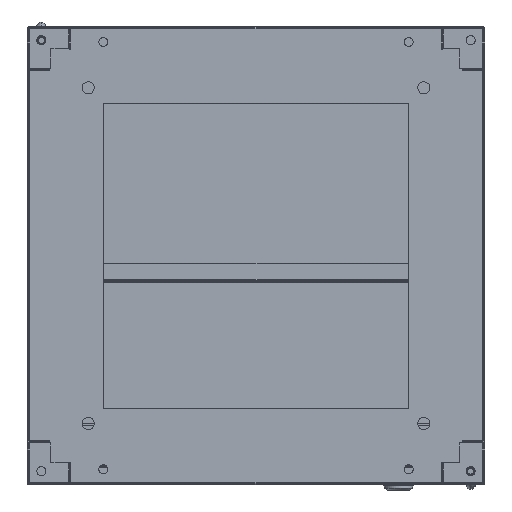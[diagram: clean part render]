
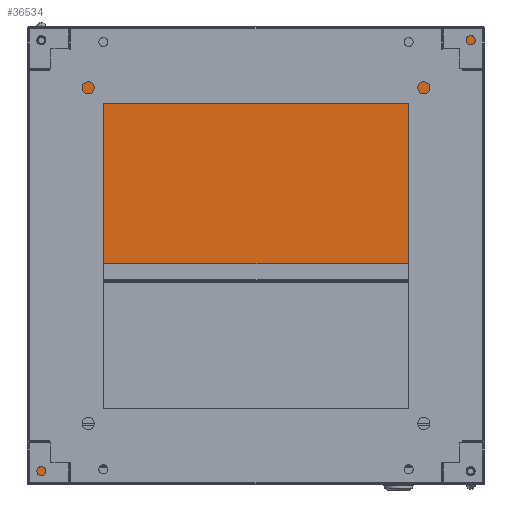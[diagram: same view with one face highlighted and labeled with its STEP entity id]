
A CAD part, front view. The second image highlights one B-rep face of the part: STEP entity #36534.
In plain terms, the highlighted face is planar.
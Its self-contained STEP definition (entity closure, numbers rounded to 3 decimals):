
#55 = CARTESIAN_POINT ( 'NONE',  ( 0., 0., 0. ) ) ;
#135 = ORIENTED_EDGE ( 'NONE', *, *, #9350, .T. ) ;
#309 = LINE ( 'NONE', #32337, #32725 ) ;
#674 = ORIENTED_EDGE ( 'NONE', *, *, #13402, .T. ) ;
#2228 = DIRECTION ( 'NONE',  ( 0., 1., 0. ) ) ;
#2300 = EDGE_CURVE ( 'NONE', #23774, #6844, #10746, .T. ) ;
#3081 = ORIENTED_EDGE ( 'NONE', *, *, #2300, .T. ) ;
#3422 = VECTOR ( 'NONE', #2228, 1000. ) ;
#3475 = LINE ( 'NONE', #4029, #37885 ) ;
#3720 = ORIENTED_EDGE ( 'NONE', *, *, #53056, .T. ) ;
#3939 = VECTOR ( 'NONE', #12153, 1000. ) ;
#4029 = CARTESIAN_POINT ( 'NONE',  ( 0., 446., 0. ) ) ;
#4538 = VERTEX_POINT ( 'NONE', #17723 ) ;
#4738 = CARTESIAN_POINT ( 'NONE',  ( 0., 0., 0. ) ) ;
#5153 = ORIENTED_EDGE ( 'NONE', *, *, #7213, .T. ) ;
#5327 = VERTEX_POINT ( 'NONE', #22878 ) ;
#5329 = VECTOR ( 'NONE', #48468, 1000. ) ;
#5666 = DIRECTION ( 'NONE',  ( 0., 1., 0. ) ) ;
#6059 = CARTESIAN_POINT ( 'NONE',  ( 41., 446., 0. ) ) ;
#6386 = ORIENTED_EDGE ( 'NONE', *, *, #52016, .T. ) ;
#6448 = CARTESIAN_POINT ( 'NONE',  ( 0., 405., 0. ) ) ;
#6844 = VERTEX_POINT ( 'NONE', #12694 ) ;
#7196 = DIRECTION ( 'NONE',  ( 1., 0., 0. ) ) ;
#7213 = EDGE_CURVE ( 'NONE', #43171, #4538, #38019, .T. ) ;
#7302 = VERTEX_POINT ( 'NONE', #24927 ) ;
#7353 = CARTESIAN_POINT ( 'NONE',  ( 0., 0., 0. ) ) ;
#9036 = FACE_OUTER_BOUND ( 'NONE', #31772, .T. ) ;
#9350 = EDGE_CURVE ( 'NONE', #43161, #51007, #27388, .T. ) ;
#9493 = DIRECTION ( 'NONE',  ( -1., 0., 0. ) ) ;
#9565 = VECTOR ( 'NONE', #7196, 1000. ) ;
#10474 = CARTESIAN_POINT ( 'NONE',  ( 446., 0., 0. ) ) ;
#10746 = LINE ( 'NONE', #10474, #42211 ) ;
#10906 = DIRECTION ( 'NONE',  ( -1., 0., 0. ) ) ;
#11078 = ORIENTED_EDGE ( 'NONE', *, *, #49718, .T. ) ;
#11201 = EDGE_CURVE ( 'NONE', #51007, #43161, #37238, .T. ) ;
#11516 = VERTEX_POINT ( 'NONE', #35055 ) ;
#11846 = LINE ( 'NONE', #32036, #5329 ) ;
#11873 = DIRECTION ( 'NONE',  ( 1., 0., 0. ) ) ;
#12153 = DIRECTION ( 'NONE',  ( 0., -1., 0. ) ) ;
#12694 = CARTESIAN_POINT ( 'NONE',  ( 446., 41., 0. ) ) ;
#13352 = VECTOR ( 'NONE', #38278, 1000. ) ;
#13358 = DIRECTION ( 'NONE',  ( -1., 0., 0. ) ) ;
#13402 = EDGE_CURVE ( 'NONE', #11516, #16526, #33814, .T. ) ;
#14810 = AXIS2_PLACEMENT_3D ( 'NONE', #39047, #18599, #40834 ) ;
#15412 = ORIENTED_EDGE ( 'NONE', *, *, #29656, .T. ) ;
#16032 = CARTESIAN_POINT ( 'NONE',  ( 0., 446., 0. ) ) ;
#16337 = EDGE_LOOP ( 'NONE', ( #11078, #5153 ) ) ;
#16361 = AXIS2_PLACEMENT_3D ( 'NONE', #4738, #41868, #21147 ) ;
#16526 = VERTEX_POINT ( 'NONE', #6059 ) ;
#16832 = PLANE ( 'NONE',  #16361 ) ;
#17226 = VECTOR ( 'NONE', #17765, 1000. ) ;
#17723 = CARTESIAN_POINT ( 'NONE',  ( 7.5, 434.7, 0. ) ) ;
#17732 = CARTESIAN_POINT ( 'NONE',  ( 438.5, 11.3, 0. ) ) ;
#17765 = DIRECTION ( 'NONE',  ( 1., 0., 0. ) ) ;
#18599 = DIRECTION ( 'NONE',  ( 0., 0., -1. ) ) ;
#18944 = CARTESIAN_POINT ( 'NONE',  ( 446., 446., 0. ) ) ;
#19182 = LINE ( 'NONE', #7353, #28841 ) ;
#20998 = CARTESIAN_POINT ( 'NONE',  ( 41., 0., 0. ) ) ;
#21147 = DIRECTION ( 'NONE',  ( -1., 0., 0. ) ) ;
#21527 = LINE ( 'NONE', #29062, #17226 ) ;
#21933 = ORIENTED_EDGE ( 'NONE', *, *, #23225, .T. ) ;
#22878 = CARTESIAN_POINT ( 'NONE',  ( 405., 0., 0. ) ) ;
#23225 = EDGE_CURVE ( 'NONE', #43586, #7302, #19182, .T. ) ;
#23323 = LINE ( 'NONE', #47032, #9565 ) ;
#23774 = VERTEX_POINT ( 'NONE', #26338 ) ;
#24066 = DIRECTION ( 'NONE',  ( 0., 0., -1. ) ) ;
#24315 = CARTESIAN_POINT ( 'NONE',  ( 434., 11.3, 0. ) ) ;
#24927 = CARTESIAN_POINT ( 'NONE',  ( 0., 0., 0. ) ) ;
#25054 = ORIENTED_EDGE ( 'NONE', *, *, #37549, .T. ) ;
#25126 = CARTESIAN_POINT ( 'NONE',  ( 0., 446., 0. ) ) ;
#26338 = CARTESIAN_POINT ( 'NONE',  ( 446., 0., 0. ) ) ;
#26589 = ORIENTED_EDGE ( 'NONE', *, *, #45910, .T. ) ;
#26960 = ORIENTED_EDGE ( 'NONE', *, *, #11201, .T. ) ;
#27388 = CIRCLE ( 'NONE', #34273, 4.5 ) ;
#27519 = ORIENTED_EDGE ( 'NONE', *, *, #38956, .T. ) ;
#28841 = VECTOR ( 'NONE', #32076, 1000. ) ;
#29062 = CARTESIAN_POINT ( 'NONE',  ( 0., 0., 0. ) ) ;
#29656 = EDGE_CURVE ( 'NONE', #38411, #36215, #41233, .T. ) ;
#29916 = LINE ( 'NONE', #51209, #13352 ) ;
#31772 = EDGE_LOOP ( 'NONE', ( #15412, #26589, #21933, #45087, #6386, #37878, #3081, #25054, #33784, #3720, #674, #27519 ) ) ;
#32036 = CARTESIAN_POINT ( 'NONE',  ( 446., 0., 0. ) ) ;
#32076 = DIRECTION ( 'NONE',  ( 0., -1., 0. ) ) ;
#32337 = CARTESIAN_POINT ( 'NONE',  ( 0., 0., 0. ) ) ;
#32646 = DIRECTION ( 'NONE',  ( -1., 0., 0. ) ) ;
#32725 = VECTOR ( 'NONE', #11873, 1000. ) ;
#32894 = DIRECTION ( 'NONE',  ( -1., 0., 0. ) ) ;
#33200 = DIRECTION ( 'NONE',  ( 0., 0., -1. ) ) ;
#33250 = FACE_BOUND ( 'NONE', #16337, .T. ) ;
#33541 = CARTESIAN_POINT ( 'NONE',  ( 0., 446., 0. ) ) ;
#33784 = ORIENTED_EDGE ( 'NONE', *, *, #39173, .T. ) ;
#33814 = LINE ( 'NONE', #33541, #52611 ) ;
#34273 = AXIS2_PLACEMENT_3D ( 'NONE', #41035, #24066, #41567 ) ;
#34937 = CARTESIAN_POINT ( 'NONE',  ( 16.5, 434.7, 0. ) ) ;
#35055 = CARTESIAN_POINT ( 'NONE',  ( 405., 446., 0. ) ) ;
#35308 = LINE ( 'NONE', #38551, #3422 ) ;
#36108 = EDGE_CURVE ( 'NONE', #5327, #23774, #21527, .T. ) ;
#36148 = VERTEX_POINT ( 'NONE', #20998 ) ;
#36215 = VERTEX_POINT ( 'NONE', #6448 ) ;
#36534 = ADVANCED_FACE ( 'NONE', ( #46173, #33250, #9036 ), #16832, .F. ) ;
#37238 = CIRCLE ( 'NONE', #48376, 4.5 ) ;
#37549 = EDGE_CURVE ( 'NONE', #6844, #41531, #11846, .T. ) ;
#37878 = ORIENTED_EDGE ( 'NONE', *, *, #36108, .T. ) ;
#37885 = VECTOR ( 'NONE', #10906, 1000. ) ;
#38019 = CIRCLE ( 'NONE', #14810, 4.5 ) ;
#38278 = DIRECTION ( 'NONE',  ( 0., -1., 0. ) ) ;
#38411 = VERTEX_POINT ( 'NONE', #16032 ) ;
#38551 = CARTESIAN_POINT ( 'NONE',  ( 446., 0., 0. ) ) ;
#38956 = EDGE_CURVE ( 'NONE', #16526, #38411, #45564, .T. ) ;
#39047 = CARTESIAN_POINT ( 'NONE',  ( 12., 434.7, 0. ) ) ;
#39173 = EDGE_CURVE ( 'NONE', #41531, #46668, #35308, .T. ) ;
#39733 = DIRECTION ( 'NONE',  ( 0., 0., -1. ) ) ;
#40371 = EDGE_CURVE ( 'NONE', #7302, #36148, #309, .T. ) ;
#40834 = DIRECTION ( 'NONE',  ( -1., 0., 0. ) ) ;
#40942 = EDGE_LOOP ( 'NONE', ( #26960, #135 ) ) ;
#41035 = CARTESIAN_POINT ( 'NONE',  ( 434., 11.3, 0. ) ) ;
#41233 = LINE ( 'NONE', #55, #3939 ) ;
#41531 = VERTEX_POINT ( 'NONE', #49556 ) ;
#41567 = DIRECTION ( 'NONE',  ( -1., 0., 0. ) ) ;
#41868 = DIRECTION ( 'NONE',  ( 0., 0., -1. ) ) ;
#42211 = VECTOR ( 'NONE', #5666, 1000. ) ;
#43161 = VERTEX_POINT ( 'NONE', #17732 ) ;
#43171 = VERTEX_POINT ( 'NONE', #34937 ) ;
#43586 = VERTEX_POINT ( 'NONE', #52968 ) ;
#45087 = ORIENTED_EDGE ( 'NONE', *, *, #40371, .T. ) ;
#45564 = LINE ( 'NONE', #25126, #46383 ) ;
#45910 = EDGE_CURVE ( 'NONE', #36215, #43586, #29916, .T. ) ;
#46173 = FACE_BOUND ( 'NONE', #40942, .T. ) ;
#46200 = AXIS2_PLACEMENT_3D ( 'NONE', #52404, #39733, #32894 ) ;
#46383 = VECTOR ( 'NONE', #9493, 1000. ) ;
#46668 = VERTEX_POINT ( 'NONE', #18944 ) ;
#47032 = CARTESIAN_POINT ( 'NONE',  ( 0., 0., 0. ) ) ;
#48376 = AXIS2_PLACEMENT_3D ( 'NONE', #24315, #33200, #32646 ) ;
#48468 = DIRECTION ( 'NONE',  ( 0., 1., 0. ) ) ;
#49556 = CARTESIAN_POINT ( 'NONE',  ( 446., 405., 0. ) ) ;
#49718 = EDGE_CURVE ( 'NONE', #4538, #43171, #51371, .T. ) ;
#49940 = CARTESIAN_POINT ( 'NONE',  ( 429.5, 11.3, 0. ) ) ;
#51007 = VERTEX_POINT ( 'NONE', #49940 ) ;
#51209 = CARTESIAN_POINT ( 'NONE',  ( 0., 0., 0. ) ) ;
#51371 = CIRCLE ( 'NONE', #46200, 4.5 ) ;
#52016 = EDGE_CURVE ( 'NONE', #36148, #5327, #23323, .T. ) ;
#52404 = CARTESIAN_POINT ( 'NONE',  ( 12., 434.7, 0. ) ) ;
#52611 = VECTOR ( 'NONE', #13358, 1000. ) ;
#52968 = CARTESIAN_POINT ( 'NONE',  ( 0., 41., 0. ) ) ;
#53056 = EDGE_CURVE ( 'NONE', #46668, #11516, #3475, .T. ) ;
